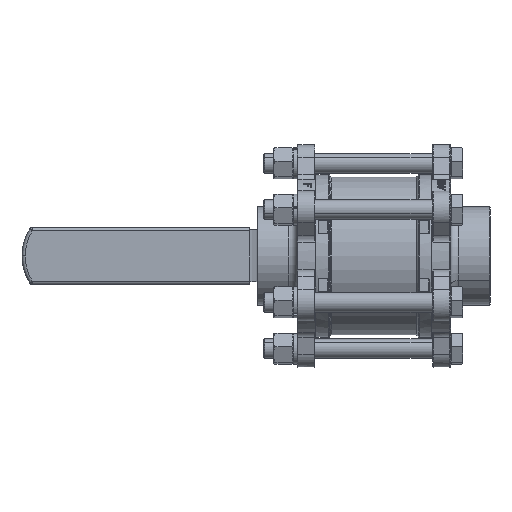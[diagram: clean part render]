
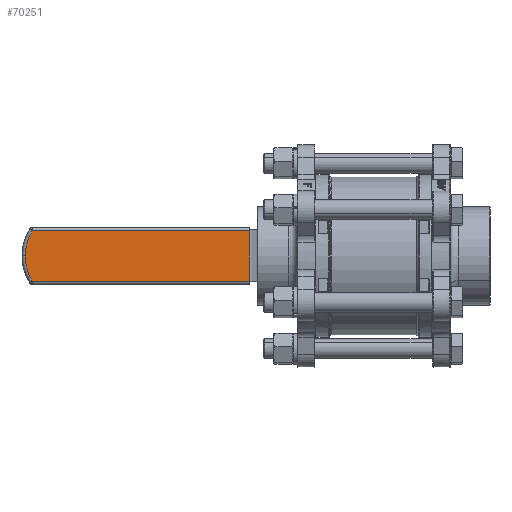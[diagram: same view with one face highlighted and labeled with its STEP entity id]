
A CAD part, front view. The second image highlights one B-rep face of the part: STEP entity #70251.
In plain terms, the highlighted planar face has unit normal (0, -1, 0).
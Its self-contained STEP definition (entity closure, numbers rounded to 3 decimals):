
#499 = LINE ( 'NONE', #98109, #19943 ) ;
#1686 = CARTESIAN_POINT ( 'NONE',  ( -185., 129.405, 0. ) ) ;
#2164 = CARTESIAN_POINT ( 'NONE',  ( -76.5, 129.405, -17.5 ) ) ;
#2517 = ORIENTED_EDGE ( 'NONE', *, *, #6925, .T. ) ;
#6925 = EDGE_CURVE ( 'NONE', #14373, #77666, #40505, .T. ) ;
#8298 = CIRCLE ( 'NONE', #98126, 29.5 ) ;
#9968 = DIRECTION ( 'NONE',  ( -1., 0., 0. ) ) ;
#11169 = AXIS2_PLACEMENT_3D ( 'NONE', #1686, #59640, #9968 ) ;
#14373 = VERTEX_POINT ( 'NONE', #83001 ) ;
#15849 = VECTOR ( 'NONE', #87531, 1000. ) ;
#19943 = VECTOR ( 'NONE', #81790, 1000. ) ;
#21441 = AXIS2_PLACEMENT_3D ( 'NONE', #72293, #22674, #80568 ) ;
#22674 = DIRECTION ( 'NONE',  ( 0., -1., 0. ) ) ;
#22969 = CARTESIAN_POINT ( 'NONE',  ( -76.5, 129.405, 15.5 ) ) ;
#23047 = VERTEX_POINT ( 'NONE', #22969 ) ;
#25755 = CARTESIAN_POINT ( 'NONE',  ( -76.5, 129.405, -15.5 ) ) ;
#28478 = CARTESIAN_POINT ( 'NONE',  ( -214.5, 129.405, 0. ) ) ;
#32187 = DIRECTION ( 'NONE',  ( 0., -1., 0. ) ) ;
#33742 = LINE ( 'NONE', #2164, #77748 ) ;
#38217 = EDGE_LOOP ( 'NONE', ( #94837, #40980, #39968, #55170, #2517 ) ) ;
#39968 = ORIENTED_EDGE ( 'NONE', *, *, #102393, .T. ) ;
#40505 = LINE ( 'NONE', #76416, #15849 ) ;
#40980 = ORIENTED_EDGE ( 'NONE', *, *, #90412, .T. ) ;
#47117 = CIRCLE ( 'NONE', #21441, 29.5 ) ;
#50095 = VERTEX_POINT ( 'NONE', #105266 ) ;
#52112 = EDGE_CURVE ( 'NONE', #77666, #23047, #33742, .T. ) ;
#55170 = ORIENTED_EDGE ( 'NONE', *, *, #90699, .T. ) ;
#58917 = PLANE ( 'NONE',  #11169 ) ;
#59640 = DIRECTION ( 'NONE',  ( 0., 1., 0. ) ) ;
#60115 = DIRECTION ( 'NONE',  ( 0., 0., 1. ) ) ;
#70251 = ADVANCED_FACE ( 'NONE', ( #94587 ), #58917, .F. ) ;
#72293 = CARTESIAN_POINT ( 'NONE',  ( -185., 129.405, 0. ) ) ;
#76416 = CARTESIAN_POINT ( 'NONE',  ( -76.5, 129.405, -15.5 ) ) ;
#77666 = VERTEX_POINT ( 'NONE', #25755 ) ;
#77748 = VECTOR ( 'NONE', #60115, 1000. ) ;
#78307 = VERTEX_POINT ( 'NONE', #28478 ) ;
#80568 = DIRECTION ( 'NONE',  ( -1., 0., 0. ) ) ;
#81767 = CARTESIAN_POINT ( 'NONE',  ( -185., 129.405, 0. ) ) ;
#81790 = DIRECTION ( 'NONE',  ( -1., 0., 0. ) ) ;
#83001 = CARTESIAN_POINT ( 'NONE',  ( -210.1, 129.405, -15.5 ) ) ;
#87531 = DIRECTION ( 'NONE',  ( 1., 0., 0. ) ) ;
#90149 = DIRECTION ( 'NONE',  ( -1., 0., 0. ) ) ;
#90412 = EDGE_CURVE ( 'NONE', #23047, #50095, #499, .T. ) ;
#90699 = EDGE_CURVE ( 'NONE', #78307, #14373, #47117, .T. ) ;
#94587 = FACE_OUTER_BOUND ( 'NONE', #38217, .T. ) ;
#94837 = ORIENTED_EDGE ( 'NONE', *, *, #52112, .T. ) ;
#98109 = CARTESIAN_POINT ( 'NONE',  ( -211.192, 129.405, 15.5 ) ) ;
#98126 = AXIS2_PLACEMENT_3D ( 'NONE', #81767, #32187, #90149 ) ;
#102393 = EDGE_CURVE ( 'NONE', #50095, #78307, #8298, .T. ) ;
#105266 = CARTESIAN_POINT ( 'NONE',  ( -210.1, 129.405, 15.5 ) ) ;
